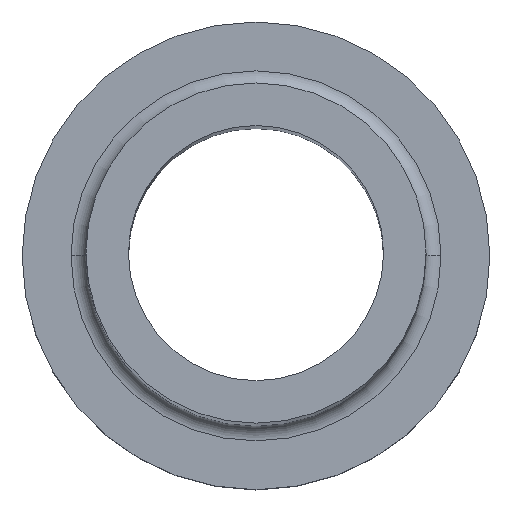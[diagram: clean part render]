
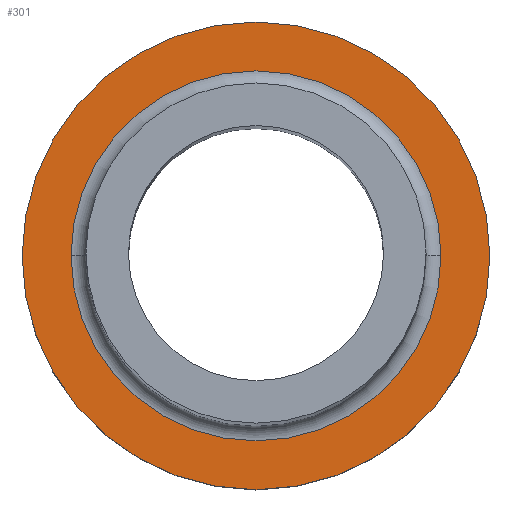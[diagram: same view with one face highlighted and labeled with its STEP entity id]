
A CAD part, top view. The second image highlights one B-rep face of the part: STEP entity #301.
In plain terms, the highlighted planar face has unit normal (0, 0, 1).
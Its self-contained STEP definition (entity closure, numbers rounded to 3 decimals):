
#11 = EDGE_CURVE ( 'NONE', #213, #16, #173, .T. ) ;
#16 = VERTEX_POINT ( 'NONE', #43 ) ;
#21 = CARTESIAN_POINT ( 'NONE',  ( 0., 0., 7. ) ) ;
#27 = CARTESIAN_POINT ( 'NONE',  ( 0., 0., 7. ) ) ;
#31 = DIRECTION ( 'NONE',  ( 0., 0., -1. ) ) ;
#43 = CARTESIAN_POINT ( 'NONE',  ( -11., 0., 7. ) ) ;
#54 = CARTESIAN_POINT ( 'NONE',  ( 8.7, 0., 7. ) ) ;
#92 = DIRECTION ( 'NONE',  ( 0., 0., 1. ) ) ;
#94 = DIRECTION ( 'NONE',  ( 0., 0., 1. ) ) ;
#104 = ORIENTED_EDGE ( 'NONE', *, *, #11, .T. ) ;
#115 = CARTESIAN_POINT ( 'NONE',  ( 0., 0., 7. ) ) ;
#118 = EDGE_CURVE ( 'NONE', #255, #218, #168, .T. ) ;
#121 = FACE_OUTER_BOUND ( 'NONE', #239, .T. ) ;
#139 = ORIENTED_EDGE ( 'NONE', *, *, #118, .T. ) ;
#147 = AXIS2_PLACEMENT_3D ( 'NONE', #210, #92, #330 ) ;
#149 = DIRECTION ( 'NONE',  ( 1., 0., 0. ) ) ;
#157 = EDGE_CURVE ( 'NONE', #218, #255, #234, .T. ) ;
#158 = PLANE ( 'NONE',  #334 ) ;
#168 = CIRCLE ( 'NONE', #374, 8.7 ) ;
#173 = CIRCLE ( 'NONE', #347, 11. ) ;
#178 = DIRECTION ( 'NONE',  ( 1., 0., 0. ) ) ;
#206 = AXIS2_PLACEMENT_3D ( 'NONE', #27, #317, #178 ) ;
#210 = CARTESIAN_POINT ( 'NONE',  ( 0., 0., 7. ) ) ;
#213 = VERTEX_POINT ( 'NONE', #380 ) ;
#218 = VERTEX_POINT ( 'NONE', #350 ) ;
#221 = EDGE_LOOP ( 'NONE', ( #139, #357 ) ) ;
#234 = CIRCLE ( 'NONE', #206, 8.7 ) ;
#239 = EDGE_LOOP ( 'NONE', ( #253, #104 ) ) ;
#252 = DIRECTION ( 'NONE',  ( 1., 0., 0. ) ) ;
#253 = ORIENTED_EDGE ( 'NONE', *, *, #338, .T. ) ;
#255 = VERTEX_POINT ( 'NONE', #54 ) ;
#269 = CIRCLE ( 'NONE', #147, 11. ) ;
#270 = FACE_BOUND ( 'NONE', #221, .T. ) ;
#292 = CARTESIAN_POINT ( 'NONE',  ( 0., 0., 7. ) ) ;
#300 = DIRECTION ( 'NONE',  ( 0., 0., 1. ) ) ;
#301 = ADVANCED_FACE ( 'NONE', ( #270, #121 ), #158, .T. ) ;
#317 = DIRECTION ( 'NONE',  ( 0., 0., -1. ) ) ;
#330 = DIRECTION ( 'NONE',  ( 1., 0., 0. ) ) ;
#334 = AXIS2_PLACEMENT_3D ( 'NONE', #292, #94, #353 ) ;
#338 = EDGE_CURVE ( 'NONE', #16, #213, #269, .T. ) ;
#347 = AXIS2_PLACEMENT_3D ( 'NONE', #21, #300, #252 ) ;
#350 = CARTESIAN_POINT ( 'NONE',  ( -8.7, 0., 7. ) ) ;
#353 = DIRECTION ( 'NONE',  ( 1., 0., 0. ) ) ;
#357 = ORIENTED_EDGE ( 'NONE', *, *, #157, .T. ) ;
#374 = AXIS2_PLACEMENT_3D ( 'NONE', #115, #31, #149 ) ;
#380 = CARTESIAN_POINT ( 'NONE',  ( 11., 0., 7. ) ) ;
